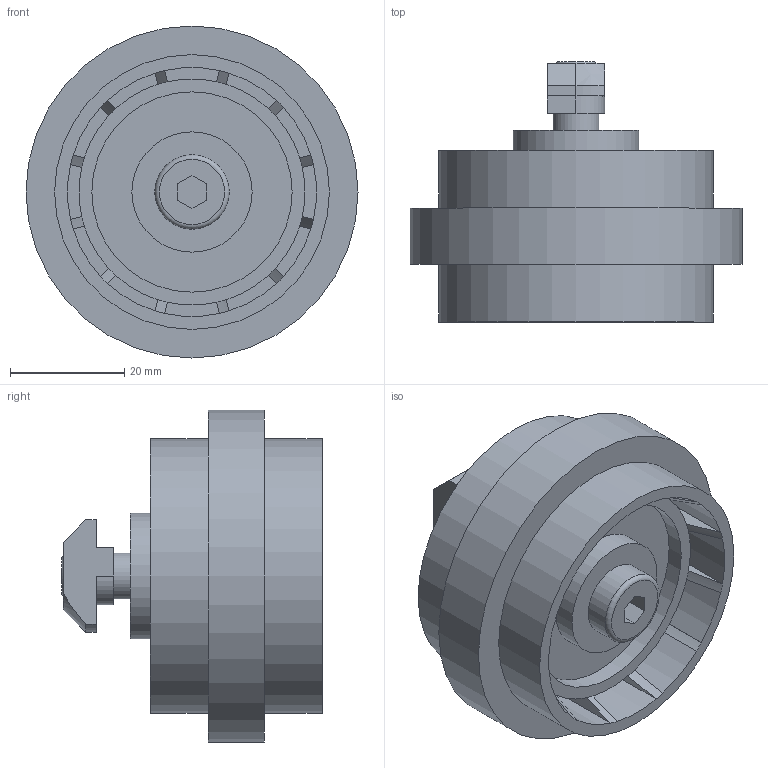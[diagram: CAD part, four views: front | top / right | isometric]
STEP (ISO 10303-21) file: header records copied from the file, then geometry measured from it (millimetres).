
FILE_DESCRIPTION(('STEP AP214'),'1');
FILE_NAME('cctmp_C052851F-3399-4080-A628-C731C82848CD_2020_1_8_16_45_30_724..stp','2020-01-08T15:45:30',('Bosch Rexroth AG'),('CADClick - www.CADClick.com'),'Spatial InterOp 3D',' ','unknown authorization - (Healing Option Enabled)');
FILE_SCHEMA(('AUTOMOTIVE_DESIGN'));
Length unit declared in the file: millimetre
Products named in the file (1): 1
Bounding box: 58 x 45.5 x 58 mm (x, y, z)
Volume: 45430.3 mm3; surface area: 21705.5 mm2
Topology: 2 solids, 2 shells, 201 faces, 476 edges, 293 vertices
Faces by surface type: plane 106, cylinder 64, cone 29, torus 2
Full cylindrical faces by diameter (mm): 8 x1, 8.2 x1, 8.4 x1, 13 x1, 15 x1, 21 x1, 22 x1, 29 x1, 35 x1, 48 x2, 58 x1
Entity records: 7470 total; most frequent: CARTESIAN_POINT 1197, DIRECTION 1026, ORIENTED_EDGE 916, EDGE_CURVE 458, AXIS2_PLACEMENT_3D 415, VERTEX_POINT 292, EDGE_LOOP 232, CIRCLE 212
